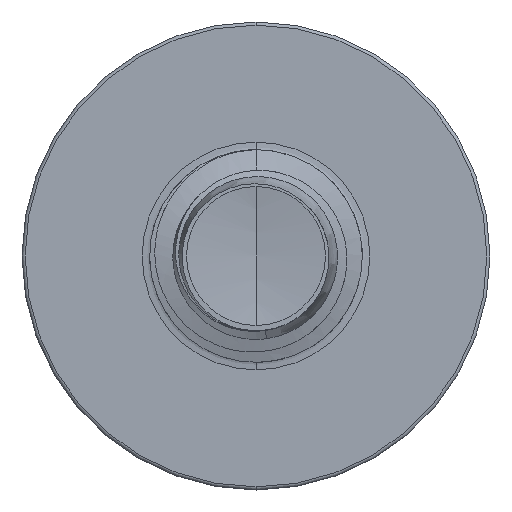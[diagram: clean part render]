
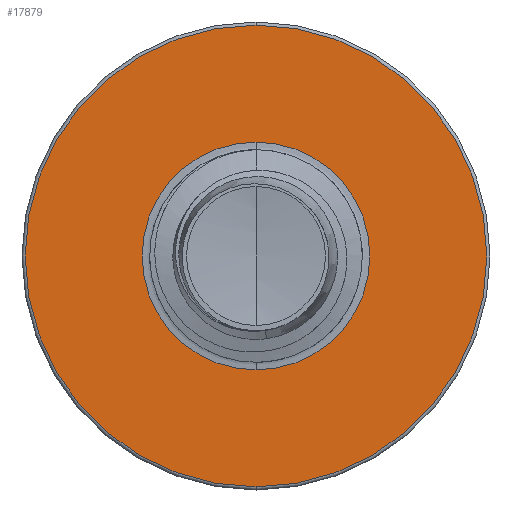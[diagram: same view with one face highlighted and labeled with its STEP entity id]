
A CAD part, front view. The second image highlights one B-rep face of the part: STEP entity #17879.
In plain terms, the highlighted planar face has unit normal (0, -1, 0).
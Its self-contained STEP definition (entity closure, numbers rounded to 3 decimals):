
#449 = CARTESIAN_POINT ( 'NONE',  ( 0., 6., 2.677 ) ) ;
#934 = DIRECTION ( 'NONE',  ( 0., 0., 1. ) ) ;
#941 = DIRECTION ( 'NONE',  ( 0., 1., 0. ) ) ;
#942 = EDGE_CURVE ( 'NONE', #14047, #14604, #16718, .T. ) ;
#964 = CARTESIAN_POINT ( 'NONE',  ( 0., 6., 0. ) ) ;
#1493 = CARTESIAN_POINT ( 'NONE',  ( 0., 6., 5.425 ) ) ;
#2320 = DIRECTION ( 'NONE',  ( 0., 0., 1. ) ) ;
#2356 = DIRECTION ( 'NONE',  ( 0., 1., 0. ) ) ;
#2381 = CARTESIAN_POINT ( 'NONE',  ( 0., 6., 0. ) ) ;
#3266 = VERTEX_POINT ( 'NONE', #6628 ) ;
#4185 = CIRCLE ( 'NONE', #11816, 2.677 ) ;
#4238 = ORIENTED_EDGE ( 'NONE', *, *, #4561, .T. ) ;
#4561 = EDGE_CURVE ( 'NONE', #3266, #14865, #4185, .T. ) ;
#5388 = CARTESIAN_POINT ( 'NONE',  ( 0., 6., -5.425 ) ) ;
#5990 = EDGE_LOOP ( 'NONE', ( #17854, #8516 ) ) ;
#6628 = CARTESIAN_POINT ( 'NONE',  ( 0., 6., -2.677 ) ) ;
#7198 = CARTESIAN_POINT ( 'NONE',  ( 0., 6., -2.677 ) ) ;
#8304 = AXIS2_PLACEMENT_3D ( 'NONE', #7198, #10453, #18182 ) ;
#8426 = DIRECTION ( 'NONE',  ( 0., 0., 1. ) ) ;
#8516 = ORIENTED_EDGE ( 'NONE', *, *, #942, .F. ) ;
#8752 = EDGE_CURVE ( 'NONE', #14604, #14047, #11464, .T. ) ;
#8755 = CARTESIAN_POINT ( 'NONE',  ( 0., 6., 0. ) ) ;
#9799 = EDGE_LOOP ( 'NONE', ( #12414, #4238 ) ) ;
#9943 = AXIS2_PLACEMENT_3D ( 'NONE', #8755, #12010, #8426 ) ;
#10453 = DIRECTION ( 'NONE',  ( 0., 1., 0. ) ) ;
#11464 = CIRCLE ( 'NONE', #9943, 5.425 ) ;
#11481 = DIRECTION ( 'NONE',  ( 0., 0., 1. ) ) ;
#11496 = DIRECTION ( 'NONE',  ( 0., 1., 0. ) ) ;
#11578 = CARTESIAN_POINT ( 'NONE',  ( 0., 6., 0. ) ) ;
#11816 = AXIS2_PLACEMENT_3D ( 'NONE', #2381, #2356, #2320 ) ;
#12010 = DIRECTION ( 'NONE',  ( 0., 1., 0. ) ) ;
#12414 = ORIENTED_EDGE ( 'NONE', *, *, #14624, .T. ) ;
#12686 = FACE_OUTER_BOUND ( 'NONE', #5990, .T. ) ;
#14047 = VERTEX_POINT ( 'NONE', #5388 ) ;
#14475 = AXIS2_PLACEMENT_3D ( 'NONE', #11578, #11496, #11481 ) ;
#14604 = VERTEX_POINT ( 'NONE', #1493 ) ;
#14624 = EDGE_CURVE ( 'NONE', #14865, #3266, #17434, .T. ) ;
#14865 = VERTEX_POINT ( 'NONE', #449 ) ;
#15140 = AXIS2_PLACEMENT_3D ( 'NONE', #964, #941, #934 ) ;
#16167 = FACE_BOUND ( 'NONE', #9799, .T. ) ;
#16718 = CIRCLE ( 'NONE', #14475, 5.425 ) ;
#17434 = CIRCLE ( 'NONE', #15140, 2.677 ) ;
#17602 = PLANE ( 'NONE',  #8304 ) ;
#17854 = ORIENTED_EDGE ( 'NONE', *, *, #8752, .F. ) ;
#17879 = ADVANCED_FACE ( 'NONE', ( #12686, #16167 ), #17602, .F. ) ;
#18182 = DIRECTION ( 'NONE',  ( 0., 0., 1. ) ) ;
